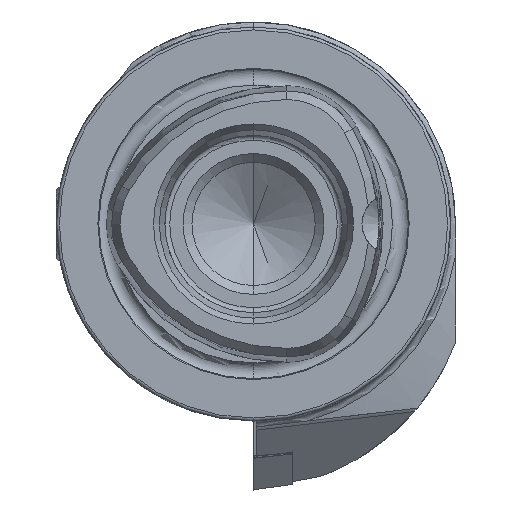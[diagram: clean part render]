
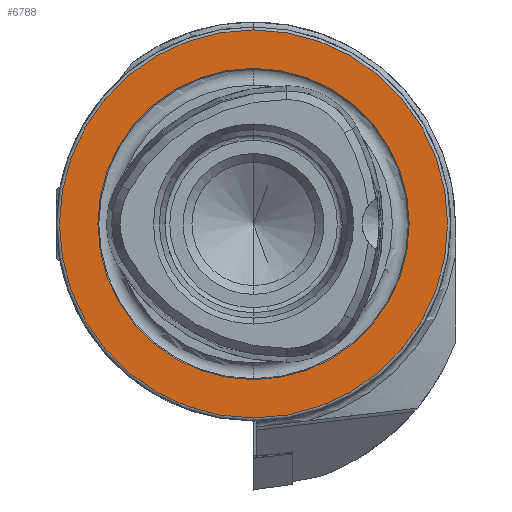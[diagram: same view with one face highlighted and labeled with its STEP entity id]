
A CAD part, left-side view. The second image highlights one B-rep face of the part: STEP entity #6788.
In plain terms, the highlighted planar face has unit normal (-1, 0, 0).
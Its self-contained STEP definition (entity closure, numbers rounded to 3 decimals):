
#22 = EDGE_CURVE ( 'NONE', #1073, #7750, #2822, .T. ) ;
#613 = PLANE ( 'NONE',  #3695 ) ;
#1073 = VERTEX_POINT ( 'NONE', #2669 ) ;
#1289 = CIRCLE ( 'NONE', #4300, 15.8 ) ;
#1440 = EDGE_LOOP ( 'NONE', ( #2984, #10676 ) ) ;
#1444 = DIRECTION ( 'NONE',  ( -1., 0., 0. ) ) ;
#1541 = DIRECTION ( 'NONE',  ( -1., 0., 0. ) ) ;
#1609 = DIRECTION ( 'NONE',  ( 1., 0., 0. ) ) ;
#1862 = FACE_BOUND ( 'NONE', #1440, .T. ) ;
#1989 = VERTEX_POINT ( 'NONE', #8605 ) ;
#2433 = DIRECTION ( 'NONE',  ( 0., 0., 1. ) ) ;
#2519 = CARTESIAN_POINT ( 'NONE',  ( 0., 0., 0. ) ) ;
#2529 = DIRECTION ( 'NONE',  ( 0., 0., -1. ) ) ;
#2669 = CARTESIAN_POINT ( 'NONE',  ( 0., 0., -19.7 ) ) ;
#2822 = CIRCLE ( 'NONE', #8079, 19.7 ) ;
#2984 = ORIENTED_EDGE ( 'NONE', *, *, #9287, .F. ) ;
#3518 = CARTESIAN_POINT ( 'NONE',  ( 0., 0., 0. ) ) ;
#3695 = AXIS2_PLACEMENT_3D ( 'NONE', #6567, #1609, #2529 ) ;
#4300 = AXIS2_PLACEMENT_3D ( 'NONE', #8769, #10854, #4910 ) ;
#4910 = DIRECTION ( 'NONE',  ( 0., 0., 1. ) ) ;
#4911 = EDGE_CURVE ( 'NONE', #7750, #1073, #9887, .T. ) ;
#5205 = AXIS2_PLACEMENT_3D ( 'NONE', #13013, #7040, #10997 ) ;
#5530 = DIRECTION ( 'NONE',  ( 0., 0., 1. ) ) ;
#5694 = CARTESIAN_POINT ( 'NONE',  ( 0., 0., 19.7 ) ) ;
#5798 = CIRCLE ( 'NONE', #7072, 15.8 ) ;
#6417 = FACE_OUTER_BOUND ( 'NONE', #11909, .T. ) ;
#6567 = CARTESIAN_POINT ( 'NONE',  ( 0., 15.8, 0. ) ) ;
#6788 = ADVANCED_FACE ( 'NONE', ( #1862, #6417 ), #613, .F. ) ;
#7040 = DIRECTION ( 'NONE',  ( -1., 0., 0. ) ) ;
#7072 = AXIS2_PLACEMENT_3D ( 'NONE', #3518, #1541, #5530 ) ;
#7494 = VERTEX_POINT ( 'NONE', #9867 ) ;
#7750 = VERTEX_POINT ( 'NONE', #5694 ) ;
#7859 = EDGE_CURVE ( 'NONE', #1989, #7494, #1289, .T. ) ;
#8079 = AXIS2_PLACEMENT_3D ( 'NONE', #2519, #1444, #2433 ) ;
#8418 = ORIENTED_EDGE ( 'NONE', *, *, #22, .T. ) ;
#8605 = CARTESIAN_POINT ( 'NONE',  ( 0., 0., -15.8 ) ) ;
#8769 = CARTESIAN_POINT ( 'NONE',  ( 0., 0., 0. ) ) ;
#9287 = EDGE_CURVE ( 'NONE', #7494, #1989, #5798, .T. ) ;
#9867 = CARTESIAN_POINT ( 'NONE',  ( 0., 0., 15.8 ) ) ;
#9887 = CIRCLE ( 'NONE', #5205, 19.7 ) ;
#10676 = ORIENTED_EDGE ( 'NONE', *, *, #7859, .F. ) ;
#10709 = ORIENTED_EDGE ( 'NONE', *, *, #4911, .T. ) ;
#10854 = DIRECTION ( 'NONE',  ( -1., 0., 0. ) ) ;
#10997 = DIRECTION ( 'NONE',  ( 0., 0., 1. ) ) ;
#11909 = EDGE_LOOP ( 'NONE', ( #10709, #8418 ) ) ;
#13013 = CARTESIAN_POINT ( 'NONE',  ( 0., 0., 0. ) ) ;
